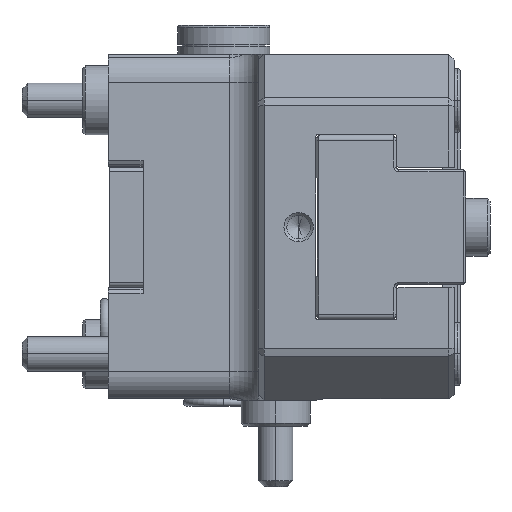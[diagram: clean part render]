
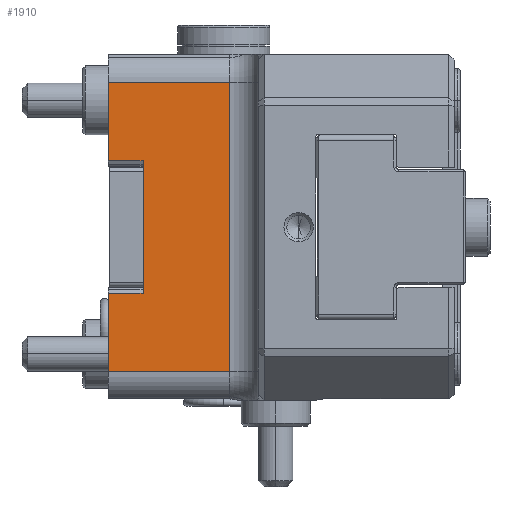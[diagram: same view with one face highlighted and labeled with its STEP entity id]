
A CAD part, left-side view. The second image highlights one B-rep face of the part: STEP entity #1910.
In plain terms, the highlighted planar face has unit normal (-1, 0, 0).
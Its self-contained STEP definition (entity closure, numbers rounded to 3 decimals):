
#131 = EDGE_CURVE ( 'NONE', #8231, #2905, #46247, .T. ) ;
#1910 = ADVANCED_FACE ( 'NONE', ( #21957 ), #26589, .F. ) ;
#2854 = EDGE_LOOP ( 'NONE', ( #15996, #29789, #41459, #5436, #43050, #23521, #53132, #31052 ) ) ;
#2905 = VERTEX_POINT ( 'NONE', #39114 ) ;
#5436 = ORIENTED_EDGE ( 'NONE', *, *, #131, .T. ) ;
#5522 = LINE ( 'NONE', #45863, #37291 ) ;
#5882 = EDGE_CURVE ( 'NONE', #27592, #35839, #54162, .T. ) ;
#6481 = VECTOR ( 'NONE', #55318, 1000. ) ;
#6959 = DIRECTION ( 'NONE',  ( 0., -1., 0. ) ) ;
#7758 = CARTESIAN_POINT ( 'NONE',  ( -21., 27.452, 5.75 ) ) ;
#8031 = EDGE_CURVE ( 'NONE', #35839, #46381, #46016, .T. ) ;
#8231 = VERTEX_POINT ( 'NONE', #49702 ) ;
#8640 = CARTESIAN_POINT ( 'NONE',  ( -21., 28., -5.75 ) ) ;
#10494 = DIRECTION ( 'NONE',  ( 0., 1., 0. ) ) ;
#11284 = DIRECTION ( 'NONE',  ( 0., 0., 1. ) ) ;
#13064 = CARTESIAN_POINT ( 'NONE',  ( -21., 31., 12.557 ) ) ;
#15996 = ORIENTED_EDGE ( 'NONE', *, *, #53976, .F. ) ;
#16413 = DIRECTION ( 'NONE',  ( 0., 0., -1. ) ) ;
#16789 = CARTESIAN_POINT ( 'NONE',  ( -21., 28., -5.275 ) ) ;
#16816 = VERTEX_POINT ( 'NONE', #48432 ) ;
#17847 = LINE ( 'NONE', #24395, #39467 ) ;
#18132 = CARTESIAN_POINT ( 'NONE',  ( -21., 31., 5.75 ) ) ;
#18762 = AXIS2_PLACEMENT_3D ( 'NONE', #35080, #42251, #42629 ) ;
#19473 = LINE ( 'NONE', #54087, #29578 ) ;
#20807 = EDGE_CURVE ( 'NONE', #43996, #27592, #17847, .T. ) ;
#21197 = CARTESIAN_POINT ( 'NONE',  ( -21., 20.5, 12.557 ) ) ;
#21957 = FACE_OUTER_BOUND ( 'NONE', #2854, .T. ) ;
#23020 = CARTESIAN_POINT ( 'NONE',  ( -21., 31., 12.557 ) ) ;
#23521 = ORIENTED_EDGE ( 'NONE', *, *, #20807, .T. ) ;
#24374 = CARTESIAN_POINT ( 'NONE',  ( -21., 20.5, -12.557 ) ) ;
#24395 = CARTESIAN_POINT ( 'NONE',  ( -21., 20.5, 12.557 ) ) ;
#24464 = EDGE_CURVE ( 'NONE', #2905, #43996, #5522, .T. ) ;
#26589 = PLANE ( 'NONE',  #18762 ) ;
#27592 = VERTEX_POINT ( 'NONE', #21197 ) ;
#29524 = VECTOR ( 'NONE', #34358, 1000. ) ;
#29578 = VECTOR ( 'NONE', #10494, 1000. ) ;
#29789 = ORIENTED_EDGE ( 'NONE', *, *, #45477, .F. ) ;
#30516 = DIRECTION ( 'NONE',  ( 0., 1., 0. ) ) ;
#31052 = ORIENTED_EDGE ( 'NONE', *, *, #8031, .T. ) ;
#33803 = DIRECTION ( 'NONE',  ( 0., 0., -1. ) ) ;
#34358 = DIRECTION ( 'NONE',  ( 0., 0., 1. ) ) ;
#34588 = VECTOR ( 'NONE', #16413, 1000. ) ;
#34828 = VECTOR ( 'NONE', #33803, 1000. ) ;
#35080 = CARTESIAN_POINT ( 'NONE',  ( -21., 31., 15. ) ) ;
#35518 = EDGE_CURVE ( 'NONE', #37945, #8231, #19473, .T. ) ;
#35839 = VERTEX_POINT ( 'NONE', #23020 ) ;
#37291 = VECTOR ( 'NONE', #6959, 1000. ) ;
#37945 = VERTEX_POINT ( 'NONE', #8640 ) ;
#39114 = CARTESIAN_POINT ( 'NONE',  ( -21., 31., -12.557 ) ) ;
#39467 = VECTOR ( 'NONE', #11284, 1000. ) ;
#39657 = LINE ( 'NONE', #16789, #29524 ) ;
#40982 = LINE ( 'NONE', #7758, #6481 ) ;
#41459 = ORIENTED_EDGE ( 'NONE', *, *, #35518, .T. ) ;
#42251 = DIRECTION ( 'NONE',  ( 1., 0., 0. ) ) ;
#42265 = CARTESIAN_POINT ( 'NONE',  ( -21., 31., 15. ) ) ;
#42629 = DIRECTION ( 'NONE',  ( 0., 1., 0. ) ) ;
#42735 = VECTOR ( 'NONE', #30516, 1000. ) ;
#43050 = ORIENTED_EDGE ( 'NONE', *, *, #24464, .T. ) ;
#43996 = VERTEX_POINT ( 'NONE', #24374 ) ;
#45477 = EDGE_CURVE ( 'NONE', #37945, #16816, #39657, .T. ) ;
#45863 = CARTESIAN_POINT ( 'NONE',  ( -21., 18., -12.557 ) ) ;
#46016 = LINE ( 'NONE', #42265, #34588 ) ;
#46247 = LINE ( 'NONE', #54342, #34828 ) ;
#46381 = VERTEX_POINT ( 'NONE', #18132 ) ;
#48432 = CARTESIAN_POINT ( 'NONE',  ( -21., 28., 5.75 ) ) ;
#49702 = CARTESIAN_POINT ( 'NONE',  ( -21., 31., -5.75 ) ) ;
#53132 = ORIENTED_EDGE ( 'NONE', *, *, #5882, .T. ) ;
#53976 = EDGE_CURVE ( 'NONE', #16816, #46381, #40982, .T. ) ;
#54087 = CARTESIAN_POINT ( 'NONE',  ( -21., 27.452, -5.75 ) ) ;
#54162 = LINE ( 'NONE', #13064, #42735 ) ;
#54342 = CARTESIAN_POINT ( 'NONE',  ( -21., 31., 15. ) ) ;
#55318 = DIRECTION ( 'NONE',  ( 0., 1., 0. ) ) ;
